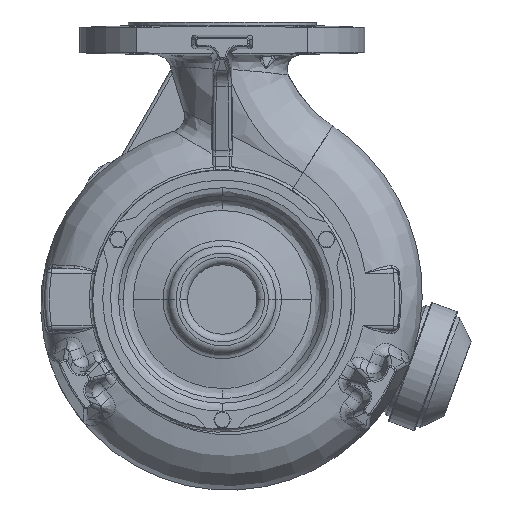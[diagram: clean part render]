
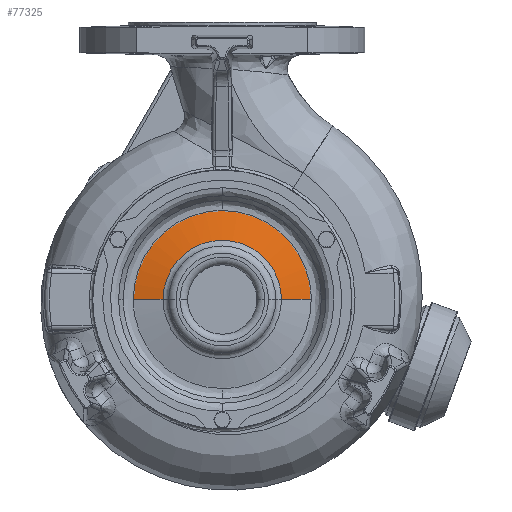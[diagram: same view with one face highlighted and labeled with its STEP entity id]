
A CAD part, front view. The second image highlights one B-rep face of the part: STEP entity #77325.
In plain terms, the highlighted conical face has half-angle 77.32 degrees and reference radius 57.719 mm.
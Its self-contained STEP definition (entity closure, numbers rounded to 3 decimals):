
#2029 = ORIENTED_EDGE ( 'NONE', *, *, #86256, .F. ) ;
#3136 = CARTESIAN_POINT ( 'NONE',  ( -53.669, 22.23, -72.888 ) ) ;
#4048 = CARTESIAN_POINT ( 'NONE',  ( -41.077, 41.077, -72.888 ) ) ;
#4295 = CARTESIAN_POINT ( 'NONE',  ( -38.406, 0., -77.234 ) ) ;
#6118 = CARTESIAN_POINT ( 'NONE',  ( 53.669, 22.23, -72.888 ) ) ;
#7356 = CARTESIAN_POINT ( 'NONE',  ( 0., 57.719, -72.888 ) ) ;
#7752 = EDGE_CURVE ( 'NONE', #23875, #76998, #37792, .T. ) ;
#9423 = DIRECTION ( 'NONE',  ( 0., 0., 1. ) ) ;
#10728 = LINE ( 'NONE', #31800, #72571 ) ;
#11066 = CARTESIAN_POINT ( 'NONE',  ( -48.301, 32.274, -72.888 ) ) ;
#11528 = CARTESIAN_POINT ( 'NONE',  ( -57.719, 3.778, -72.888 ) ) ;
#11838 = VERTEX_POINT ( 'NONE', #12482 ) ;
#12482 = CARTESIAN_POINT ( 'NONE',  ( 57.719, 0., -72.888 ) ) ;
#13131 = CARTESIAN_POINT ( 'NONE',  ( 57.719, 3.778, -72.888 ) ) ;
#13907 = EDGE_LOOP ( 'NONE', ( #64937, #89104, #2029, #47313, #72762 ) ) ;
#14342 = DIRECTION ( 'NONE',  ( 0., -1., 0. ) ) ;
#15512 = CARTESIAN_POINT ( 'NONE',  ( 0., 0., -72.888 ) ) ;
#22142 = AXIS2_PLACEMENT_3D ( 'NONE', #15512, #9423, #22531 ) ;
#22531 = DIRECTION ( 'NONE',  ( 1., 0., 0. ) ) ;
#23875 = VERTEX_POINT ( 'NONE', #4295 ) ;
#23995 = CIRCLE ( 'NONE', #76343, 38.406 ) ;
#27192 = CARTESIAN_POINT ( 'NONE',  ( 22.23, 53.669, -72.888 ) ) ;
#28560 = CARTESIAN_POINT ( 'NONE',  ( 41.077, 41.077, -72.888 ) ) ;
#29191 = B_SPLINE_CURVE_WITH_KNOTS ( 'NONE', 3,
 ( #7356, #59815, #76166, #39621, #60724, #4048, #11066, #3136, #74324, #11528, #88402 ),
 .UNSPECIFIED., .F., .F.,
 ( 4, 1, 1, 1, 1, 1, 1, 1, 4 ),
 ( 0., 0.062, 0.125, 0.187, 0.25, 0.312, 0.375, 0.437, 0.5 ),
 .UNSPECIFIED. ) ;
#31800 = CARTESIAN_POINT ( 'NONE',  ( 57.719, 0., -72.888 ) ) ;
#32175 = EDGE_CURVE ( 'NONE', #64106, #11838, #10728, .T. ) ;
#36299 = CARTESIAN_POINT ( 'NONE',  ( 38.406, 0., -77.234 ) ) ;
#37792 = LINE ( 'NONE', #44847, #82090 ) ;
#39275 = DIRECTION ( 'NONE',  ( 0.976, 0., 0.22 ) ) ;
#39621 = CARTESIAN_POINT ( 'NONE',  ( -22.23, 53.669, -72.888 ) ) ;
#41606 = CONICAL_SURFACE ( 'NONE', #22142, 57.719, 1.349 ) ;
#44847 = CARTESIAN_POINT ( 'NONE',  ( -57.719, 0., -72.888 ) ) ;
#47313 = ORIENTED_EDGE ( 'NONE', *, *, #60227, .F. ) ;
#48736 = CARTESIAN_POINT ( 'NONE',  ( 3.778, 57.719, -72.888 ) ) ;
#49339 = EDGE_CURVE ( 'NONE', #64106, #23875, #23995, .T. ) ;
#55761 = CARTESIAN_POINT ( 'NONE',  ( 57.719, 0., -72.888 ) ) ;
#56207 = CARTESIAN_POINT ( 'NONE',  ( 32.274, 48.301, -72.888 ) ) ;
#59815 = CARTESIAN_POINT ( 'NONE',  ( -3.778, 57.719, -72.888 ) ) ;
#60227 = EDGE_CURVE ( 'NONE', #11838, #66140, #77916, .T. ) ;
#60724 = CARTESIAN_POINT ( 'NONE',  ( -32.274, 48.301, -72.888 ) ) ;
#63405 = CARTESIAN_POINT ( 'NONE',  ( -57.719, 0., -72.888 ) ) ;
#63993 = DIRECTION ( 'NONE',  ( 0., 0., 1. ) ) ;
#64106 = VERTEX_POINT ( 'NONE', #36299 ) ;
#64927 = CARTESIAN_POINT ( 'NONE',  ( 0., 0., -77.234 ) ) ;
#64937 = ORIENTED_EDGE ( 'NONE', *, *, #49339, .T. ) ;
#66140 = VERTEX_POINT ( 'NONE', #82779 ) ;
#72571 = VECTOR ( 'NONE', #39275, 1000. ) ;
#72762 = ORIENTED_EDGE ( 'NONE', *, *, #32175, .F. ) ;
#74032 = FACE_OUTER_BOUND ( 'NONE', #13907, .T. ) ;
#74324 = CARTESIAN_POINT ( 'NONE',  ( -56.975, 11.333, -72.888 ) ) ;
#76166 = CARTESIAN_POINT ( 'NONE',  ( -11.333, 56.975, -72.888 ) ) ;
#76343 = AXIS2_PLACEMENT_3D ( 'NONE', #64927, #63993, #14342 ) ;
#76998 = VERTEX_POINT ( 'NONE', #63405 ) ;
#77325 = ADVANCED_FACE ( 'NONE', ( #74032 ), #41606, .T. ) ;
#77916 = B_SPLINE_CURVE_WITH_KNOTS ( 'NONE', 3,
 ( #55761, #13131, #85721, #6118, #79157, #28560, #56207, #27192, #78221, #48736, #84344 ),
 .UNSPECIFIED., .F., .F.,
 ( 4, 1, 1, 1, 1, 1, 1, 1, 4 ),
 ( 0.5, 0.563, 0.625, 0.688, 0.75, 0.813, 0.875, 0.938, 1. ),
 .UNSPECIFIED. ) ;
#78221 = CARTESIAN_POINT ( 'NONE',  ( 11.333, 56.975, -72.888 ) ) ;
#79157 = CARTESIAN_POINT ( 'NONE',  ( 48.301, 32.274, -72.888 ) ) ;
#81365 = DIRECTION ( 'NONE',  ( -0.976, 0., 0.22 ) ) ;
#82090 = VECTOR ( 'NONE', #81365, 1000. ) ;
#82779 = CARTESIAN_POINT ( 'NONE',  ( 0., 57.719, -72.888 ) ) ;
#84344 = CARTESIAN_POINT ( 'NONE',  ( 0., 57.719, -72.888 ) ) ;
#85721 = CARTESIAN_POINT ( 'NONE',  ( 56.975, 11.333, -72.888 ) ) ;
#86256 = EDGE_CURVE ( 'NONE', #66140, #76998, #29191, .T. ) ;
#88402 = CARTESIAN_POINT ( 'NONE',  ( -57.719, 0., -72.888 ) ) ;
#89104 = ORIENTED_EDGE ( 'NONE', *, *, #7752, .T. ) ;
